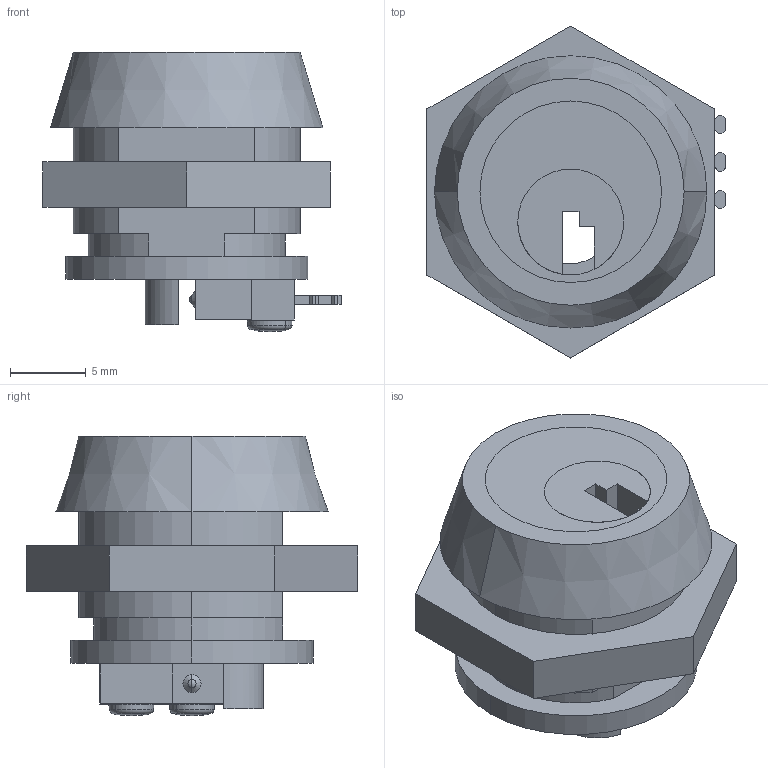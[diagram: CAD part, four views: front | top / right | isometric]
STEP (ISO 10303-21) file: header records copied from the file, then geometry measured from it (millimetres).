
FILE_DESCRIPTION (( 'STEP AP203' ), '1' );
FILE_NAME ('S-10-90-B-1.STEP', '2019-05-31T02:44:26', ( '' ), ( '' ), 'SwSTEP 2.0', 'SolidWorks 2014', '' );
FILE_SCHEMA (( 'CONFIG_CONTROL_DESIGN' ));
Length unit declared in the file: millimetre
Products named in the file (7): S-10-90-B-1_六角ナット_; S-10-90-B-1; S-10-90-B-1_マイクロスイッチ_; S-10-90-B-1_ローター_; S-10-90-B-1_化粧座金_; S-10-90-B-1_十字穴付小ねじ_内径基準ver1.02__M1.7x3.5十字穴付なべ小ねじ(SUS); S-10-90-B-1_シリンダー本体_
Assembly tree (7 placements, depth 2):
  S-10-90-B-1
    S-10-90-B-1_シリンダー本体_
    S-10-90-B-1_マイクロスイッチ_
    S-10-90-B-1_化粧座金_
    S-10-90-B-1_六角ナット_
    S-10-90-B-1_ローター_
    S-10-90-B-1_十字穴付小ねじ_内径基準ver1.02__M1.7x3.5十字穴付なべ小ねじ(SUS)  x2
Bounding box: 19.7 x 21.94 x 18.48 mm (x, y, z)
Volume: 3158.9 mm3; surface area: 3440.6 mm2
Topology: 7 solids, 7 shells, 230 faces, 600 edges, 392 vertices
Faces by surface type: plane 146, cylinder 54, cone 20, sphere 6, torus 4
Entity records: 6809 total; most frequent: CARTESIAN_POINT 1097, DIRECTION 1048, ORIENTED_EDGE 1020, EDGE_CURVE 510, LINE 362, VECTOR 362, AXIS2_PLACEMENT_3D 343, VERTEX_POINT 336
